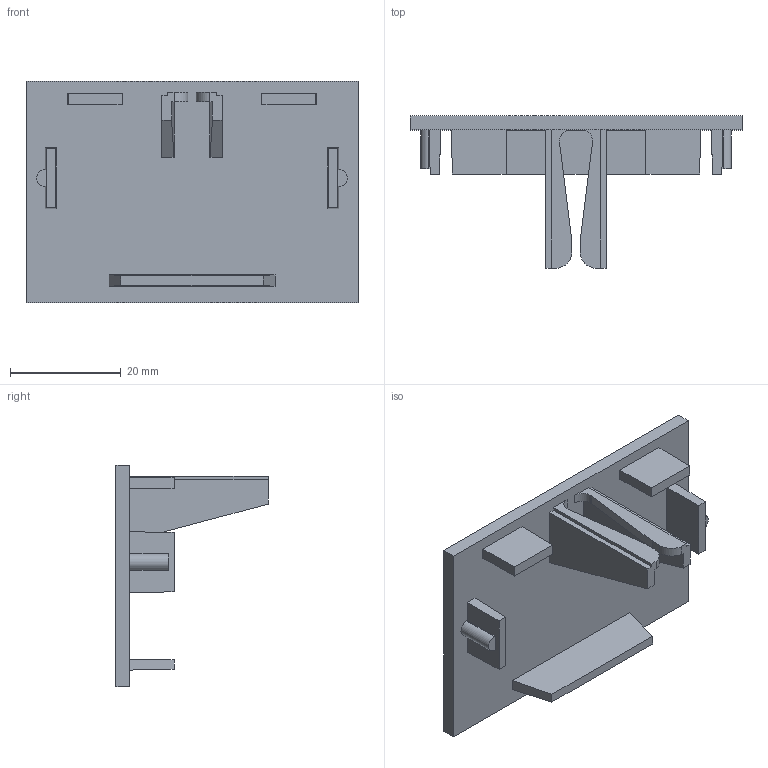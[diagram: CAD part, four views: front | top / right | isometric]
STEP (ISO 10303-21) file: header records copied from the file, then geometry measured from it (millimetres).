
FILE_DESCRIPTION (( 'STEP AP214' ), '1' );
FILE_NAME ('6191810.STEP', '2025-02-18T14:15:02', ( '' ), ( '' ), 'SwSTEP 2.0', 'SolidWorks 2024', '' );
FILE_SCHEMA (( 'AUTOMOTIVE_DESIGN' ));
Length unit declared in the file: millimetre
Products named in the file (1): 6191810
Bounding box: 60 x 27.5 x 40 mm (x, y, z)
Volume: 8063.2 mm3; surface area: 7742.2 mm2
Topology: 1 solids, 1 shells, 65 faces, 168 edges, 112 vertices
Faces by surface type: plane 57, cylinder 8
Entity records: 1981 total; most frequent: CARTESIAN_POINT 346, ORIENTED_EDGE 336, DIRECTION 316, EDGE_CURVE 168, LINE 152, VECTOR 152, VERTEX_POINT 112, AXIS2_PLACEMENT_3D 82
